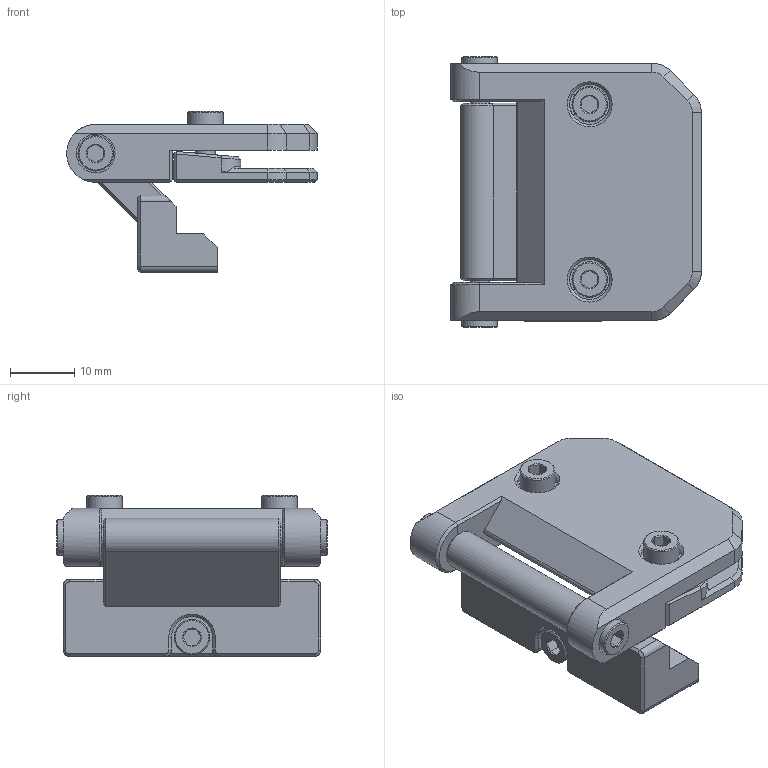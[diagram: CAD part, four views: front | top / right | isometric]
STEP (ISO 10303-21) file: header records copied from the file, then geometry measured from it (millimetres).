
FILE_DESCRIPTION(/* description */ (''),/* implementation_level */ '2;1');
FILE_NAME(/* name */ '270-Clamping-Hinge.step',/* time_stamp */ '2021-10-28T09:08:41+01:00',/* author */ (''),/* organization */ (''),/* preprocessor_version */ 'ST-DEVELOPER v18.1',/* originating_system */ 'Autodesk Translation Framework v10.10.0.1391',/* authorisation */ '');
FILE_SCHEMA (('AUTOMOTIVE_DESIGN { 1 0 10303 214 3 1 1 }'));
Length unit declared in the file: millimetre
Products named in the file (7): 270-Hinge-Parametric; Hinge; FacePlate; Component14; Component15; SideMount; M3x8 SHCS (2)
Assembly tree (10 placements, depth 4):
  270-Hinge-Parametric
    Hinge
      FacePlate
        Component14
        Component15
      SideMount
    M3x8 SHCS (2)  x5
Bounding box: 38.9 x 42 x 25 mm (x, y, z)
Volume: 14425.6 mm3; surface area: 9807 mm2
Topology: 8 solids, 8 shells, 346 faces, 802 edges, 483 vertices
Faces by surface type: plane 222, cone 75, cylinder 43, bspline 6
Full cylindrical faces by diameter (mm): 2.8 x1, 3 x5, 3.1 x1, 3.2 x4, 3.4 x1, 3.5 x1, 5.5 x5, 6 x2, 6.2 x2
Entity records: 8081 total; most frequent: CARTESIAN_POINT 1584, DIRECTION 1314, ORIENTED_EDGE 1306, EDGE_CURVE 653, LINE 488, VECTOR 488, AXIS2_PLACEMENT_3D 413, VERTEX_POINT 403
